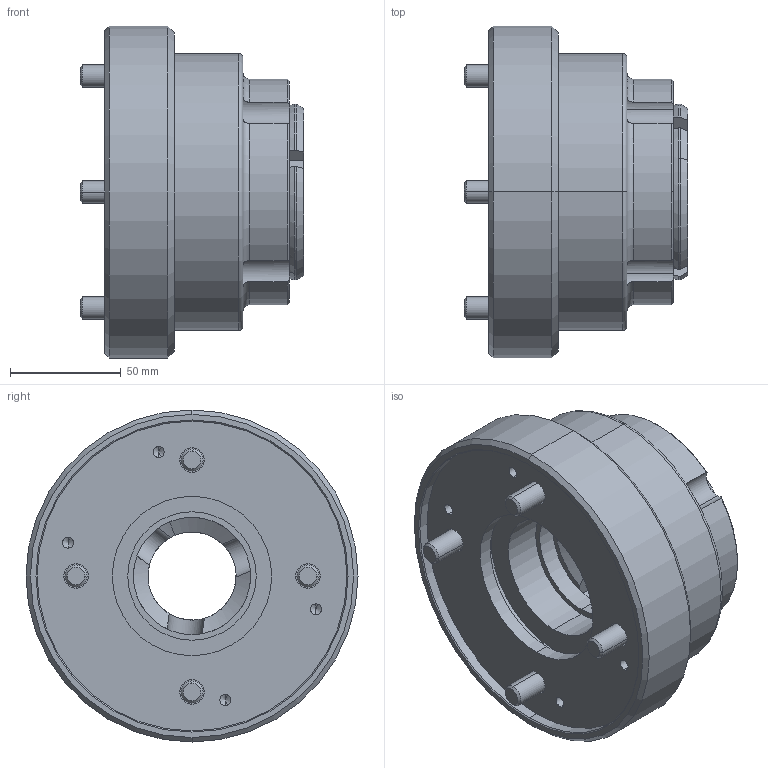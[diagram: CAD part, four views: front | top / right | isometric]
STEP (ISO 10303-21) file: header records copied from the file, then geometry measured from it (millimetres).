
FILE_DESCRIPTION (( 'STEP AP203' ), '1' );
FILE_NAME ('CF-CB-52.STEP', '2023-06-08T01:42:36', ( '' ), ( '' ), 'SwSTEP 2.0', 'SolidWorks 2020', '' );
FILE_SCHEMA (( 'CONFIG_CONTROL_DESIGN' ));
Length unit declared in the file: millimetre
Products named in the file (8): 圓頭內六角螺栓_M10x25; RG52-D40; CF-CB-52-01000; CF-CB-52; CF-CB-52-02000; CF-CB-52-03000; FSW320700; 圓頭內六角螺栓_M8x40
Assembly tree (13 placements, depth 2):
  CF-CB-52
    CF-CB-52-01000
    CF-CB-52-02000
    CF-CB-52-03000
    FSW320700
    圓頭內六角螺栓_M8x40  x4
    圓頭內六角螺栓_M10x25  x4
    RG52-D40
Bounding box: 100.95 x 150 x 150 mm (x, y, z)
Volume: 839910.4 mm3; surface area: 176692.2 mm2
Topology: 13 solids, 13 shells, 544 faces, 1306 edges, 787 vertices
Faces by surface type: plane 209, cylinder 167, cone 151, torus 17
Entity records: 13071 total; most frequent: CARTESIAN_POINT 2774, DIRECTION 2051, ORIENTED_EDGE 1856, EDGE_CURVE 928, AXIS2_PLACEMENT_3D 820, VERTEX_POINT 589, EDGE_LOOP 461, VECTOR 411
